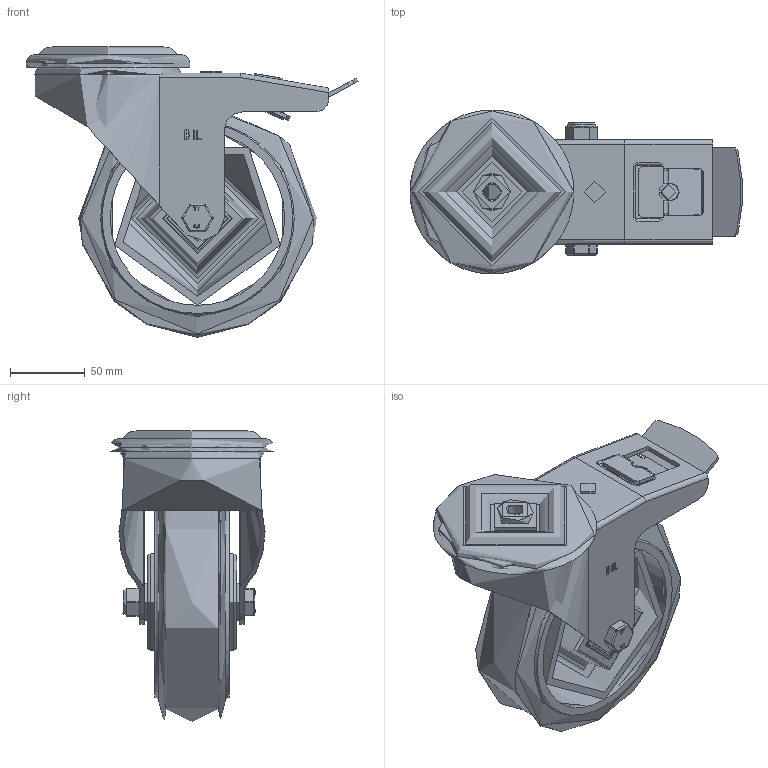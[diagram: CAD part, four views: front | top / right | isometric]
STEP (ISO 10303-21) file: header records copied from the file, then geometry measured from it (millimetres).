
FILE_DESCRIPTION(/* description */ (''),/* implementation_level */ '2;1');
FILE_NAME(/* name */ 'BZMM160SRNBJBH12SWB.step',/* time_stamp */ '2024-10-21T12:07:02+01:00',/* author */ (''),/* organization */ (''),/* preprocessor_version */ 'ST-DEVELOPER v20',/* originating_system */ 'Autodesk Translation Framework v13.20.0.188',/* authorisation */ '');
FILE_SCHEMA (('AUTOMOTIVE_DESIGN { 1 0 10303 214 3 1 1 }'));
Length unit declared in the file: millimetre
Products named in the file (33): BZMM160SRNBJBH12SWB; BZMM150ASBH12SWB - 64 v1; ZINC PLATED, PRESSED STEEL TOP PLATE; ZINC PLATED, PRESSED STEEL BRAKE PEDAL; BRAKE PAD; BRAKE PAD Geometry; BRAKE BOLT; BOLT; NUT; ZINC PLATED, PRESSED STEEL FORKS; BZH160WSRNBJM20 v1; 65 SHORE A ELASTIC RUBBER TYRE; NYLON RIM; BEARING6204; BALL BEARINGS; BEARING6204 (1); BALL BEARINGS (1); Component3; INNER; OUTER; MIDDLE; RUBBER; BEARING SPACER; TH20X2X12 v1; ZINC PLATED HEADED SPACER; TH20X2X12 v1 (1); ZINC PLATED HEADED SPACER (1); HEXBOLTM12X80Z8.8 v2; GRADE 8.8 ZINC PLATED BOLT; NYLOCM12Z v1; NYLOC NUT; NUT (1); RUBBER (1)
Assembly tree (51 placements, depth 5):
  BZMM160SRNBJBH12SWB
    BZMM150ASBH12SWB - 64 v1
      ZINC PLATED, PRESSED STEEL TOP PLATE
      ZINC PLATED, PRESSED STEEL BRAKE PEDAL
      BRAKE PAD
        BRAKE PAD Geometry
        BRAKE BOLT
        BOLT
        NUT
      ZINC PLATED, PRESSED STEEL FORKS
    BZH160WSRNBJM20 v1
      65 SHORE A ELASTIC RUBBER TYRE
      NYLON RIM
      BEARING6204
        INNER
        OUTER
        BALL BEARINGS
          Component3  x8
        MIDDLE
        RUBBER
      BEARING6204 (1)
        BALL BEARINGS (1)
          Component3  x8
        INNER
        OUTER
        MIDDLE
        RUBBER
      BEARING SPACER
    TH20X2X12 v1
      ZINC PLATED HEADED SPACER
    TH20X2X12 v1 (1)
      ZINC PLATED HEADED SPACER (1)
    HEXBOLTM12X80Z8.8 v2
      GRADE 8.8 ZINC PLATED BOLT
    NYLOCM12Z v1
      NYLOC NUT
        NUT (1)
        RUBBER (1)
Bounding box: 222.68 x 110 x 195 mm (x, y, z)
Volume: 943369.2 mm3; surface area: 297665.5 mm2
Topology: 41 solids, 41 shells, 1296 faces, 3309 edges, 2188 vertices
Faces by surface type: plane 562, bspline 345, cylinder 252, sphere 66, torus 53, cone 18
Full cylindrical faces by diameter (mm): 8 x2, 9.836 x18, 11.834 x18, 12 x3, 12.1 x2, 12.2 x3, 14 x3, 15 x1, 18 x1, 18.5 x1, 19.8 x2, 20 x3, 24 x1, 24.5 x1, 25 x4, 27 x2, 28.5 x8, 30.8 x4, 31.3 x4, 33.5 x1, 34 x1, 40 x3, 40.3 x4, 40.5 x4, 40.8 x4, 42 x10, 47 x4, 52.5 x1, 65.5 x1, 77 x1
Entity records: 37111 total; most frequent: CARTESIAN_POINT 14649, ORIENTED_EDGE 4690, DIRECTION 4024, EDGE_CURVE 2345, VERTEX_POINT 1550, AXIS2_PLACEMENT_3D 1449, LINE 1126, VECTOR 1126
